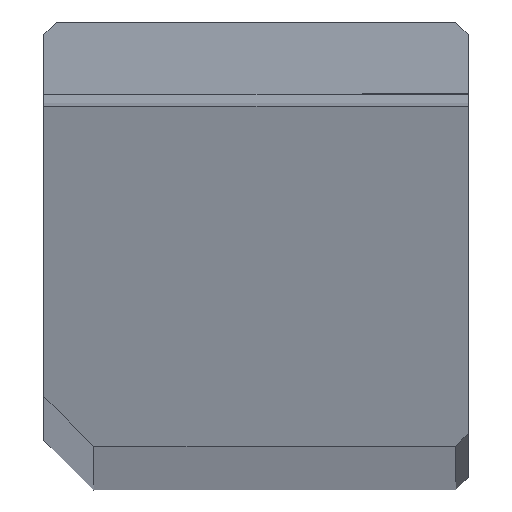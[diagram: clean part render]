
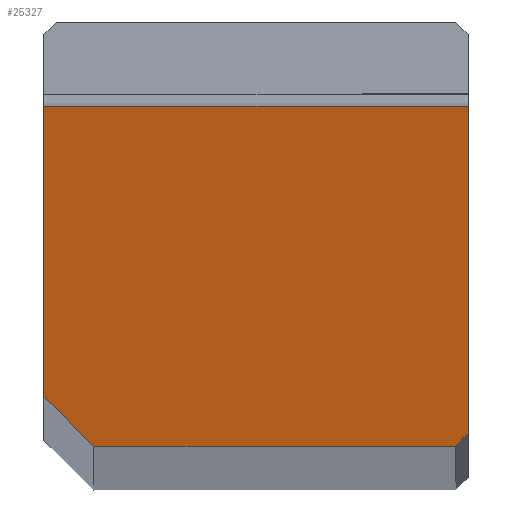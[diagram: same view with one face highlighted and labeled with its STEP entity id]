
A CAD part, top view. The second image highlights one B-rep face of the part: STEP entity #25327.
In plain terms, the highlighted planar face has unit normal (-0.334, 0, 0.943).
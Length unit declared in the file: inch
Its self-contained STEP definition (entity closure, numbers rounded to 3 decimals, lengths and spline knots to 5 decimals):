
#68 = DIRECTION ( 'NONE',  ( -0.686, 0.686, -0.243 ) ) ;
#435 = ORIENTED_EDGE ( 'NONE', *, *, #38345, .F. ) ;
#842 = ORIENTED_EDGE ( 'NONE', *, *, #20142, .F. ) ;
#1813 = DIRECTION ( 'NONE',  ( 0.334, 0., -0.942 ) ) ;
#1983 = DIRECTION ( 'NONE',  ( -0.686, -0.686, -0.243 ) ) ;
#4033 = CARTESIAN_POINT ( 'NONE',  ( -0.01969, -0.61024, -0.00698 ) ) ;
#4759 = LINE ( 'NONE', #5385, #11529 ) ;
#5113 = VECTOR ( 'NONE', #25665, 39.37008 ) ;
#5385 = CARTESIAN_POINT ( 'NONE',  ( -0.66929, 0.05906, -0.23738 ) ) ;
#5805 = VERTEX_POINT ( 'NONE', #17786 ) ;
#6001 = AXIS2_PLACEMENT_3D ( 'NONE', #24762, #1813, #14243 ) ;
#6899 = LINE ( 'NONE', #33090, #14099 ) ;
#7249 = EDGE_CURVE ( 'NONE', #9967, #15533, #23024, .T. ) ;
#7602 = FACE_OUTER_BOUND ( 'NONE', #9199, .T. ) ;
#7772 = DIRECTION ( 'NONE',  ( 0.942, 0., 0.334 ) ) ;
#9042 = VERTEX_POINT ( 'NONE', #4033 ) ;
#9144 = LINE ( 'NONE', #19008, #5113 ) ;
#9199 = EDGE_LOOP ( 'NONE', ( #10755, #435, #842, #12021, #19893, #18677 ) ) ;
#9458 = VERTEX_POINT ( 'NONE', #42444 ) ;
#9967 = VERTEX_POINT ( 'NONE', #35005 ) ;
#10755 = ORIENTED_EDGE ( 'NONE', *, *, #7249, .F. ) ;
#11529 = VECTOR ( 'NONE', #37383, 39.37008 ) ;
#12021 = ORIENTED_EDGE ( 'NONE', *, *, #14762, .F. ) ;
#14099 = VECTOR ( 'NONE', #68, 39.37008 ) ;
#14243 = DIRECTION ( 'NONE',  ( -0.942, 0., -0.334 ) ) ;
#14244 = EDGE_CURVE ( 'NONE', #15533, #17404, #9144, .T. ) ;
#14492 = EDGE_CURVE ( 'NONE', #17404, #9042, #18265, .T. ) ;
#14762 = EDGE_CURVE ( 'NONE', #9042, #9458, #16741, .T. ) ;
#15533 = VERTEX_POINT ( 'NONE', #37659 ) ;
#16741 = LINE ( 'NONE', #39734, #29821 ) ;
#17404 = VERTEX_POINT ( 'NONE', #33082 ) ;
#17668 = VECTOR ( 'NONE', #7772, 39.37008 ) ;
#17786 = CARTESIAN_POINT ( 'NONE',  ( -0.66929, -0.5315, -0.23738 ) ) ;
#18265 = LINE ( 'NONE', #31365, #31857 ) ;
#18677 = ORIENTED_EDGE ( 'NONE', *, *, #14244, .F. ) ;
#19008 = CARTESIAN_POINT ( 'NONE',  ( 0., 0.05906, 0. ) ) ;
#19893 = ORIENTED_EDGE ( 'NONE', *, *, #14492, .F. ) ;
#20142 = EDGE_CURVE ( 'NONE', #9458, #5805, #6899, .T. ) ;
#23024 = LINE ( 'NONE', #33124, #17668 ) ;
#24762 = CARTESIAN_POINT ( 'NONE',  ( 0., 0.05906, 0. ) ) ;
#25327 = ADVANCED_FACE ( 'NONE', ( #7602 ), #28197, .F. ) ;
#25665 = DIRECTION ( 'NONE',  ( 0., -1., 0. ) ) ;
#28197 = PLANE ( 'NONE',  #6001 ) ;
#29821 = VECTOR ( 'NONE', #40150, 39.37008 ) ;
#31365 = CARTESIAN_POINT ( 'NONE',  ( 0., -0.59055, 0. ) ) ;
#31857 = VECTOR ( 'NONE', #1983, 39.37008 ) ;
#33082 = CARTESIAN_POINT ( 'NONE',  ( 0., -0.59055, 0. ) ) ;
#33090 = CARTESIAN_POINT ( 'NONE',  ( -0.59055, -0.61024, -0.20945 ) ) ;
#33124 = CARTESIAN_POINT ( 'NONE',  ( 0., -0.07382, 0. ) ) ;
#35005 = CARTESIAN_POINT ( 'NONE',  ( -0.66929, -0.07382, -0.23738 ) ) ;
#37383 = DIRECTION ( 'NONE',  ( 0., 1., 0. ) ) ;
#37659 = CARTESIAN_POINT ( 'NONE',  ( 0., -0.07382, 0. ) ) ;
#38345 = EDGE_CURVE ( 'NONE', #5805, #9967, #4759, .T. ) ;
#39734 = CARTESIAN_POINT ( 'NONE',  ( -0.01969, -0.61024, -0.00698 ) ) ;
#40150 = DIRECTION ( 'NONE',  ( -0.942, 0., -0.334 ) ) ;
#42444 = CARTESIAN_POINT ( 'NONE',  ( -0.59055, -0.61024, -0.20945 ) ) ;
